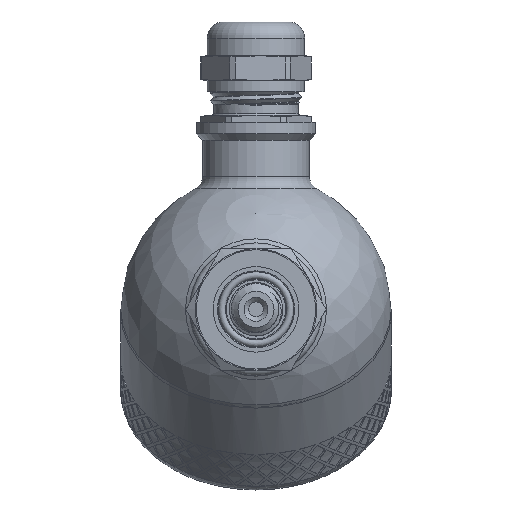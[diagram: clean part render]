
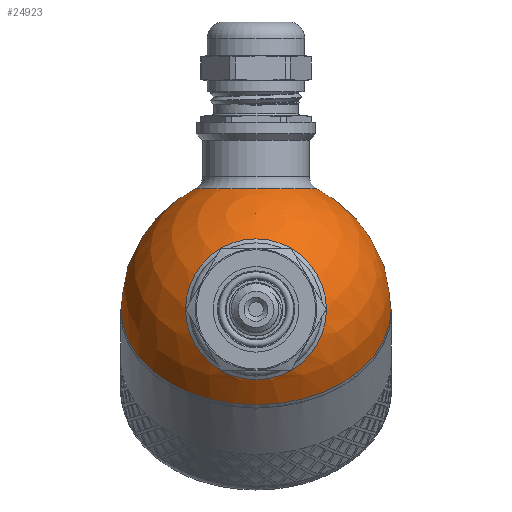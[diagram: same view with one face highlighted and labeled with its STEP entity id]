
A CAD part, left-side view. The second image highlights one B-rep face of the part: STEP entity #24923.
In plain terms, the highlighted spherical face has radius 30 mm.
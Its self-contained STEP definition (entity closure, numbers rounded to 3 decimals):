
#136=SPHERICAL_SURFACE('',#26534,30.);
#249=FACE_BOUND('',#3726,.T.);
#250=FACE_BOUND('',#3727,.T.);
#2085=FACE_OUTER_BOUND('',#3725,.T.);
#3725=EDGE_LOOP('',(#18007,#18008,#18009,#18010));
#3726=EDGE_LOOP('',(#18011));
#3727=EDGE_LOOP('',(#18012));
#5254=CIRCLE('',#26457,30.);
#5255=CIRCLE('',#26458,30.);
#5282=CIRCLE('',#26530,13.5);
#5285=CIRCLE('',#26535,30.);
#5286=CIRCLE('',#26536,15.643);
#9699=VERTEX_POINT('',#32861);
#9700=VERTEX_POINT('',#32863);
#10175=VERTEX_POINT('',#38925);
#10177=VERTEX_POINT('',#38932);
#10178=VERTEX_POINT('',#38934);
#12389=EDGE_CURVE('',#9699,#9700,#5254,.T.);
#12390=EDGE_CURVE('',#9700,#9699,#5255,.T.);
#13105=EDGE_CURVE('',#10175,#10175,#5282,.T.);
#13108=EDGE_CURVE('',#9700,#10177,#5285,.T.);
#13109=EDGE_CURVE('',#10178,#10178,#5286,.T.);
#18007=ORIENTED_EDGE('',*,*,#12390,.F.);
#18008=ORIENTED_EDGE('',*,*,#13108,.T.);
#18009=ORIENTED_EDGE('',*,*,#13108,.F.);
#18010=ORIENTED_EDGE('',*,*,#12389,.F.);
#18011=ORIENTED_EDGE('',*,*,#13109,.F.);
#18012=ORIENTED_EDGE('',*,*,#13105,.F.);
#24923=ADVANCED_FACE('',(#2085,#249,#250),#136,.T.);
#26457=AXIS2_PLACEMENT_3D('',#32864,#27918,#27919);
#26458=AXIS2_PLACEMENT_3D('',#32865,#27920,#27921);
#26530=AXIS2_PLACEMENT_3D('',#38926,#28316,#28317);
#26534=AXIS2_PLACEMENT_3D('',#38931,#28324,#28325);
#26535=AXIS2_PLACEMENT_3D('',#38933,#28326,#28327);
#26536=AXIS2_PLACEMENT_3D('',#38935,#28328,#28329);
#27918=DIRECTION('center_axis',(1.,0.,0.));
#27919=DIRECTION('ref_axis',(0.,1.,0.));
#27920=DIRECTION('center_axis',(1.,0.,0.));
#27921=DIRECTION('ref_axis',(0.,1.,0.));
#28316=DIRECTION('center_axis',(-0.707,0.,-0.707));
#28317=DIRECTION('ref_axis',(-0.707,0.,0.707));
#28324=DIRECTION('center_axis',(1.,0.,0.));
#28325=DIRECTION('ref_axis',(0.,-1.,0.));
#28326=DIRECTION('center_axis',(0.,0.,1.));
#28327=DIRECTION('ref_axis',(0.,1.,0.));
#28328=DIRECTION('center_axis',(-0.707,0.,0.707));
#28329=DIRECTION('ref_axis',(0.707,0.,0.707));
#32861=CARTESIAN_POINT('',(0.,-30.,0.));
#32863=CARTESIAN_POINT('',(0.,30.,0.));
#32864=CARTESIAN_POINT('Origin',(0.,0.,0.));
#32865=CARTESIAN_POINT('Origin',(0.,0.,0.));
#38925=CARTESIAN_POINT('',(-9.398,0.,-28.49));
#38926=CARTESIAN_POINT('Origin',(-18.944,0.,-18.944));
#38931=CARTESIAN_POINT('Origin',(0.,0.,0.));
#38932=CARTESIAN_POINT('',(-30.,0.,0.));
#38933=CARTESIAN_POINT('Origin',(0.,0.,0.));
#38934=CARTESIAN_POINT('',(-29.162,0.,7.04));
#38935=CARTESIAN_POINT('Origin',(-18.101,0.,18.101));
